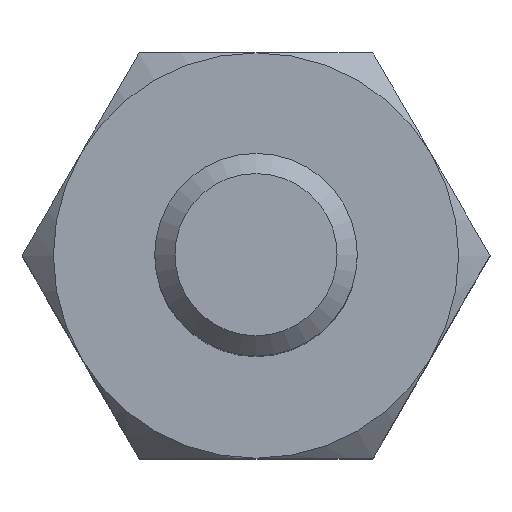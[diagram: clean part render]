
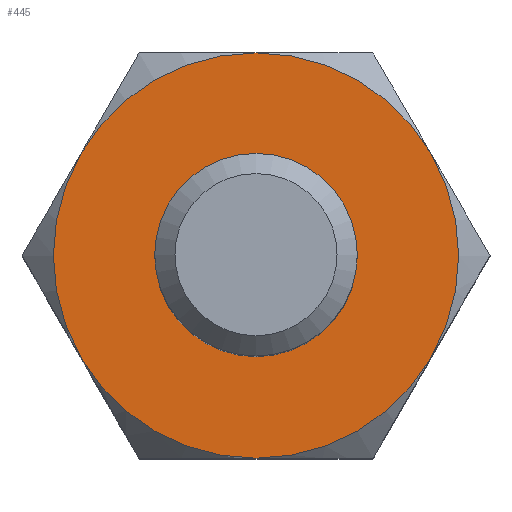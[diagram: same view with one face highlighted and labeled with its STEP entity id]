
A CAD part, top view. The second image highlights one B-rep face of the part: STEP entity #445.
In plain terms, the highlighted planar face has unit normal (0, 0, 1).
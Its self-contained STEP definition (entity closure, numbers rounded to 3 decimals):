
#19=FACE_BOUND('',#98,.T.);
#54=PLANE('',#499);
#66=FACE_OUTER_BOUND('',#97,.T.);
#97=EDGE_LOOP('',(#318,#319,#320,#321,#322,#323));
#98=EDGE_LOOP('',(#324));
#124=CIRCLE('',#485,2.);
#128=CIRCLE('',#491,0.85);
#133=CIRCLE('',#500,2.);
#134=CIRCLE('',#501,2.);
#135=CIRCLE('',#502,2.);
#136=CIRCLE('',#503,2.);
#137=CIRCLE('',#504,2.);
#178=VERTEX_POINT('',#685);
#180=VERTEX_POINT('',#690);
#182=VERTEX_POINT('',#697);
#189=VERTEX_POINT('',#721);
#194=VERTEX_POINT('',#734);
#199=VERTEX_POINT('',#764);
#200=VERTEX_POINT('',#768);
#221=EDGE_CURVE('',#180,#178,#124,.F.);
#231=EDGE_CURVE('',#189,#189,#128,.F.);
#245=EDGE_CURVE('',#178,#199,#133,.F.);
#246=EDGE_CURVE('',#194,#180,#134,.F.);
#247=EDGE_CURVE('',#194,#182,#135,.T.);
#248=EDGE_CURVE('',#200,#182,#136,.F.);
#249=EDGE_CURVE('',#199,#200,#137,.F.);
#318=ORIENTED_EDGE('',*,*,#245,.F.);
#319=ORIENTED_EDGE('',*,*,#221,.F.);
#320=ORIENTED_EDGE('',*,*,#246,.F.);
#321=ORIENTED_EDGE('',*,*,#247,.T.);
#322=ORIENTED_EDGE('',*,*,#248,.F.);
#323=ORIENTED_EDGE('',*,*,#249,.F.);
#324=ORIENTED_EDGE('',*,*,#231,.T.);
#445=ADVANCED_FACE('',(#66,#19),#54,.T.);
#485=AXIS2_PLACEMENT_3D('',#694,#549,#550);
#491=AXIS2_PLACEMENT_3D('',#723,#563,#564);
#499=AXIS2_PLACEMENT_3D('',#763,#581,#582);
#500=AXIS2_PLACEMENT_3D('',#765,#583,#584);
#501=AXIS2_PLACEMENT_3D('',#766,#585,#586);
#502=AXIS2_PLACEMENT_3D('',#767,#587,#588);
#503=AXIS2_PLACEMENT_3D('',#769,#589,#590);
#504=AXIS2_PLACEMENT_3D('',#770,#591,#592);
#549=DIRECTION('center_axis',(0.,0.,1.));
#550=DIRECTION('ref_axis',(1.,0.,0.));
#563=DIRECTION('center_axis',(0.,0.,1.));
#564=DIRECTION('ref_axis',(1.,0.,0.));
#581=DIRECTION('center_axis',(0.,0.,1.));
#582=DIRECTION('ref_axis',(1.,0.,0.));
#583=DIRECTION('center_axis',(0.,0.,1.));
#584=DIRECTION('ref_axis',(1.,0.,0.));
#585=DIRECTION('center_axis',(0.,0.,1.));
#586=DIRECTION('ref_axis',(1.,0.,0.));
#587=DIRECTION('center_axis',(0.,0.,1.));
#588=DIRECTION('ref_axis',(1.,0.,0.));
#589=DIRECTION('center_axis',(0.,0.,1.));
#590=DIRECTION('ref_axis',(1.,0.,0.));
#591=DIRECTION('center_axis',(0.,0.,1.));
#592=DIRECTION('ref_axis',(1.,0.,0.));
#685=CARTESIAN_POINT('',(1.732,-1.,0.));
#690=CARTESIAN_POINT('',(1.732,1.,0.));
#694=CARTESIAN_POINT('Origin',(0.,0.,0.));
#697=CARTESIAN_POINT('',(-1.732,1.,0.));
#721=CARTESIAN_POINT('',(-0.85,0.,0.));
#723=CARTESIAN_POINT('Origin',(0.,0.,0.));
#734=CARTESIAN_POINT('',(0.,2.,0.));
#763=CARTESIAN_POINT('Origin',(0.,0.,0.));
#764=CARTESIAN_POINT('',(0.,-2.,0.));
#765=CARTESIAN_POINT('Origin',(0.,0.,0.));
#766=CARTESIAN_POINT('Origin',(0.,0.,0.));
#767=CARTESIAN_POINT('Origin',(0.,0.,0.));
#768=CARTESIAN_POINT('',(-1.732,-1.,0.));
#769=CARTESIAN_POINT('Origin',(0.,0.,0.));
#770=CARTESIAN_POINT('Origin',(0.,0.,0.));
